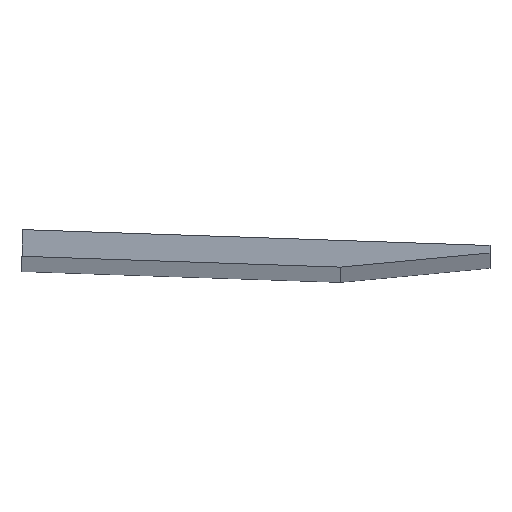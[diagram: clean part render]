
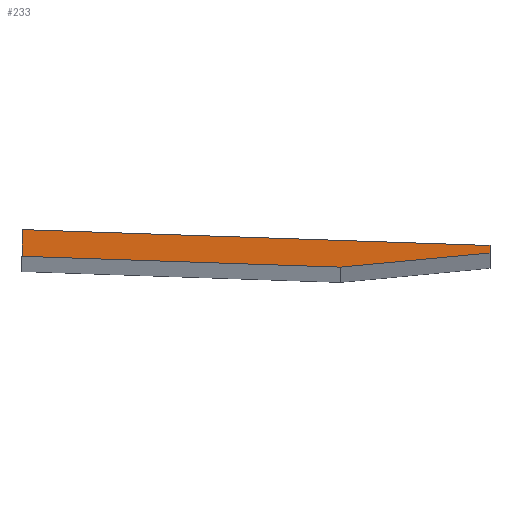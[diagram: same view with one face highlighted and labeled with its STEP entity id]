
A CAD part, top view. The second image highlights one B-rep face of the part: STEP entity #233.
In plain terms, the highlighted planar face has unit normal (0, 0, 1).
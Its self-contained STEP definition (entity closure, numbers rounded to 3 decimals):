
#42=CARTESIAN_POINT('Control Point',(519.741,-1.621,654.)) ;
#43=CARTESIAN_POINT('Control Point',(514.969,-1.459,654.)) ;
#44=CARTESIAN_POINT('Control Point',(510.197,-1.297,654.)) ;
#45=CARTESIAN_POINT('Control Point',(505.426,-1.135,654.)) ;
#46=CARTESIAN_POINT('Control Point',(500.654,-0.973,654.)) ;
#47=CARTESIAN_POINT('Control Point',(495.882,-0.811,654.)) ;
#48=CARTESIAN_POINT('Vertex',(519.741,-1.621,654.)) ;
#50=CARTESIAN_POINT('Vertex',(495.882,-0.811,654.)) ;
#87=CARTESIAN_POINT('Line Origine',(495.916,0.188,654.)) ;
#91=CARTESIAN_POINT('Vertex',(495.95,1.188,654.)) ;
#124=CARTESIAN_POINT('Control Point',(495.95,1.188,654.)) ;
#125=CARTESIAN_POINT('Control Point',(502.882,0.952,654.)) ;
#126=CARTESIAN_POINT('Control Point',(509.848,0.716,654.)) ;
#127=CARTESIAN_POINT('Control Point',(516.847,0.478,654.)) ;
#128=CARTESIAN_POINT('Control Point',(523.876,0.24,654.)) ;
#129=CARTESIAN_POINT('Control Point',(530.93,0.,654.)) ;
#130=CARTESIAN_POINT('Vertex',(530.93,0.,654.)) ;
#160=CARTESIAN_POINT('Line Origine',(530.93,-0.28,654.)) ;
#164=CARTESIAN_POINT('Vertex',(530.93,-0.56,654.)) ;
#191=CARTESIAN_POINT('Line Origine',(525.335,-1.091,654.)) ;
#221=CARTESIAN_POINT('Axis2P3D Location',(0.,0.,654.)) ;
#89=VECTOR('Line Direction',#88,1.) ;
#162=VECTOR('Line Direction',#161,1.) ;
#193=VECTOR('Line Direction',#192,1.) ;
#88=DIRECTION('Vector Direction',(0.034,0.999,0.)) ;
#161=DIRECTION('Vector Direction',(0.,1.,0.)) ;
#192=DIRECTION('Vector Direction',(0.996,0.094,0.)) ;
#222=DIRECTION('Axis2P3D Direction',(0.,0.,-1.)) ;
#223=DIRECTION('Axis2P3D XDirection',(1.,0.,0.)) ;
#224=AXIS2_PLACEMENT_3D('Plane Axis2P3D',#221,#222,#223) ;
#90=LINE('Line',#87,#89) ;
#163=LINE('Line',#160,#162) ;
#194=LINE('Line',#191,#193) ;
#225=PLANE('',#224) ;
#52=EDGE_CURVE('',#49,#51,#41,.T.) ;
#93=EDGE_CURVE('',#51,#92,#90,.T.) ;
#132=EDGE_CURVE('',#92,#131,#123,.T.) ;
#166=EDGE_CURVE('',#131,#165,#163,.F.) ;
#195=EDGE_CURVE('',#165,#49,#194,.F.) ;
#227=ORIENTED_EDGE('',*,*,#195,.F.) ;
#228=ORIENTED_EDGE('',*,*,#166,.F.) ;
#229=ORIENTED_EDGE('',*,*,#132,.F.) ;
#230=ORIENTED_EDGE('',*,*,#93,.F.) ;
#231=ORIENTED_EDGE('',*,*,#52,.F.) ;
#226=EDGE_LOOP('',(#227,#228,#229,#230,#231)) ;
#49=VERTEX_POINT('',#48) ;
#51=VERTEX_POINT('',#50) ;
#92=VERTEX_POINT('',#91) ;
#131=VERTEX_POINT('',#130) ;
#165=VERTEX_POINT('',#164) ;
#233=ADVANCED_FACE('PartBody',(#232),#225,.F.) ;
#41=B_SPLINE_CURVE_WITH_KNOTS('',5,(#42,#43,#44,#45,#46,#47),.UNSPECIFIED.,.F.,.U.,(6,6),(500000.,500023.872),.UNSPECIFIED.) ;
#123=B_SPLINE_CURVE_WITH_KNOTS('',5,(#124,#125,#126,#127,#128,#129),.UNSPECIFIED.,.F.,.U.,(6,6),(500000.967,500001.),.UNSPECIFIED.) ;
#232=FACE_OUTER_BOUND('',#226,.T.) ;
